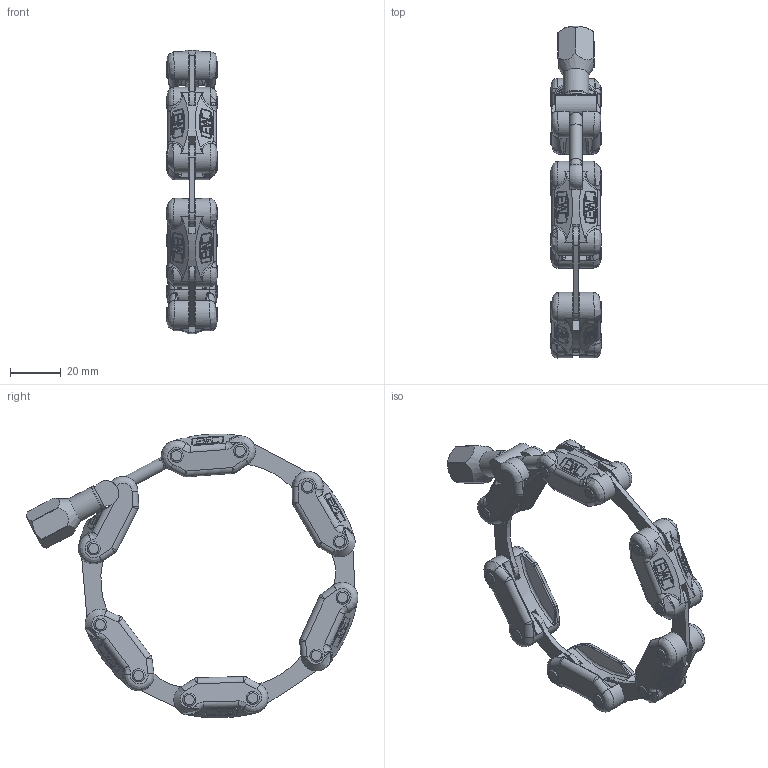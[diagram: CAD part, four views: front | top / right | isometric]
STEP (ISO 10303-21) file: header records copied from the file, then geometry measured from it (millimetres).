
FILE_DESCRIPTION(/* description */ (''),/* implementation_level */ '2;1');
FILE_NAME(/* name */ '30.063015.114.563',/* time_stamp */ '2018-07-12T14:02:05+02:00',/* author */ ('Murat Coskun Bicak'),/* organization */ ('Evac AG'),/* preprocessor_version */ 'ST-DEVELOPER v16.7',/* originating_system */ 'DEX',/* authorisation */ $);
FILE_SCHEMA (('TECHNICAL_DATA_PACKAGING','AUTOMOTIVE_DESIGN {1 0 10303 214 3 1 1}'));
Length unit declared in the file: millimetre
Products named in the file (11): 30.063015.114.563; 03.231.004-AL; 03.231.005-AL; 03.231.006-AL; 03.020.008-IXMY; 03.034.001-IXMY; 03.036.003-AL; 00.1505.00-IXMY; 03.037.003-IX; 03.031.022-IX; 03.031.030-IX
Assembly tree (26 placements, depth 2):
  30.063015.114.563
    03.231.004-AL  x4
    03.231.005-AL
    03.231.006-AL
    03.020.008-IXMY  x11
    03.034.001-IXMY
    03.036.003-AL
    00.1505.00-IXMY
    03.037.003-IX
    03.031.022-IX  x2
    03.031.030-IX  x3
Bounding box: 20 x 130.3 x 111.44 mm (x, y, z)
Volume: 45334.6 mm3; surface area: 30573.3 mm2
Topology: 26 solids, 26 shells, 2954 faces, 7357 edges, 4355 vertices
Faces by surface type: cylinder 1359, plane 838, sphere 385, torus 212, bspline 154, cone 6
Full cylindrical faces by diameter (mm): 4.134 x1, 5 x24, 5.1 x22, 5.2 x1, 5.3 x1, 8 x1, 10 x2
Entity records: 43506 total; most frequent: CARTESIAN_POINT 11254, DIRECTION 6890, ORIENTED_EDGE 6522, EDGE_CURVE 3261, AXIS2_PLACEMENT_3D 2657, VERTEX_POINT 1972, LINE 1576, VECTOR 1576
